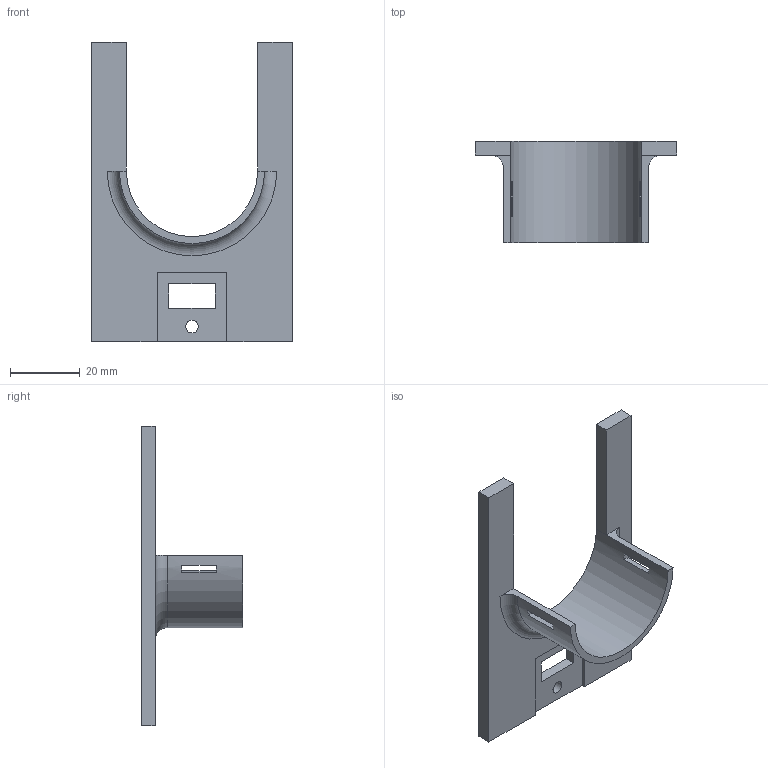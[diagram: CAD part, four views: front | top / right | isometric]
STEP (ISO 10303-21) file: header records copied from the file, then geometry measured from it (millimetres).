
FILE_DESCRIPTION(('FreeCAD Model'),'2;1');
FILE_NAME('Open CASCADE Shape Model','2024-11-19T23:58:11',(''),(''), 'Open CASCADE STEP processor 7.8','FreeCAD','Unknown');
FILE_SCHEMA(('AUTOMOTIVE_DESIGN { 1 0 10303 214 1 1 1 1 }'));
Length unit declared in the file: millimetre
Products named in the file (1): SyringeBracket
Bounding box: 57.5 x 29 x 85.5 mm (x, y, z)
Volume: 14443.7 mm3; surface area: 10615.6 mm2
Topology: 1 solids, 1 shells, 32 faces, 90 edges, 60 vertices
Faces by surface type: plane 28, cylinder 3, torus 1
Full cylindrical faces by diameter (mm): 3.6 x1
Entity records: 1069 total; most frequent: CARTESIAN_POINT 183, ORIENTED_EDGE 180, DIRECTION 173, EDGE_CURVE 90, LINE 73, VECTOR 73, VERTEX_POINT 60, AXIS2_PLACEMENT_3D 50
